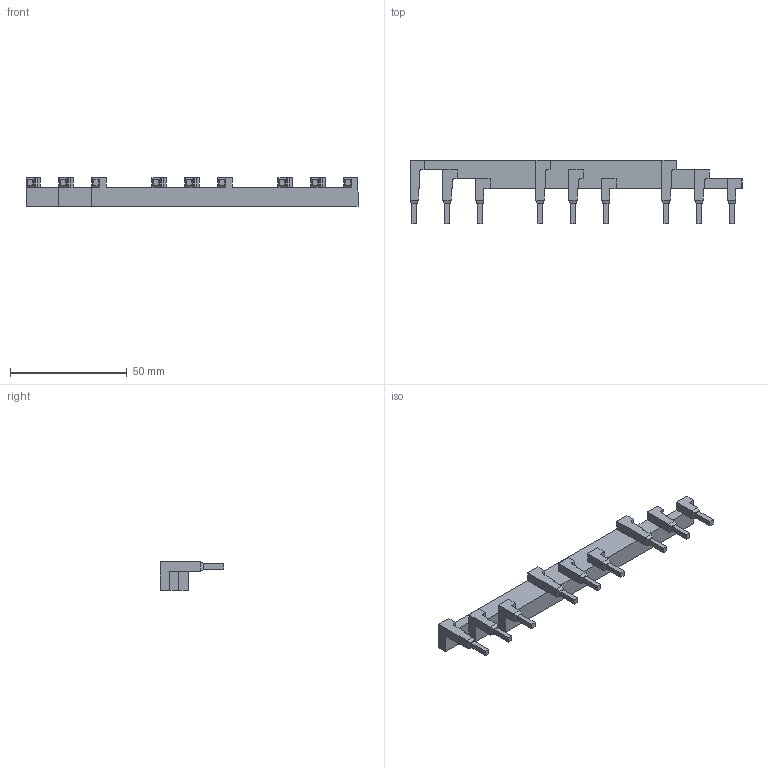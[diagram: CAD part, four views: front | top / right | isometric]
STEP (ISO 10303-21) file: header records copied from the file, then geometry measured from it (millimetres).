
FILE_DESCRIPTION (( 'STEP AP214' ), '1' );
FILE_NAME ('140M-C-W543N.STEP', '2013-01-02T07:29:27', ( '' ), ( '' ), 'SwSTEP 2.0', 'SolidWorks 2012', '' );
FILE_SCHEMA (( 'AUTOMOTIVE_DESIGN' ));
Length unit declared in the file: millimetre
Products named in the file (1): 140M-C-W543N
Bounding box: 142.3 x 27.4 x 12.3 mm (x, y, z)
Volume: 14084.1 mm3; surface area: 7939.5 mm2
Topology: 1 solids, 1 shells, 169 faces, 428 edges, 270 vertices
Faces by surface type: plane 163, cylinder 6
Entity records: 5456 total; most frequent: CARTESIAN_POINT 868, ORIENTED_EDGE 856, DIRECTION 781, EDGE_CURVE 428, VECTOR 415, LINE 415, VERTEX_POINT 270, AXIS2_PLACEMENT_3D 183
